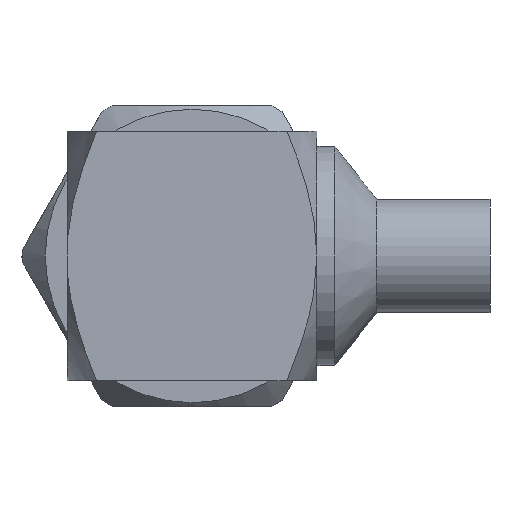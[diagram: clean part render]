
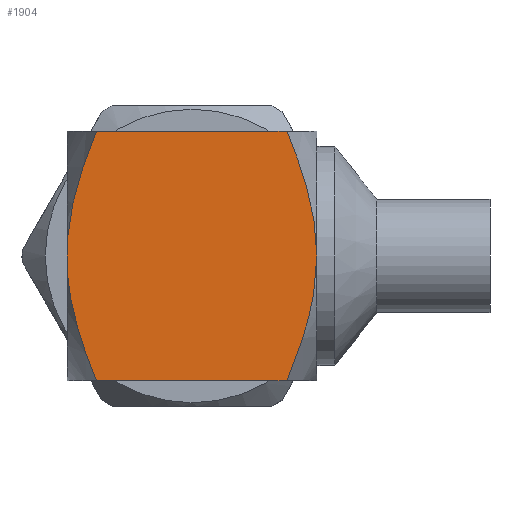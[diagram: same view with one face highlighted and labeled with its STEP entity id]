
A CAD part, front view. The second image highlights one B-rep face of the part: STEP entity #1904.
In plain terms, the highlighted planar face has unit normal (0, -1, 0).
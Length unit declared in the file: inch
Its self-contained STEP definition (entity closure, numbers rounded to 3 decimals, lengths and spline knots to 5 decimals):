
#9 = CARTESIAN_POINT ( 'NONE',  ( -0.12798, -0.13, -0.03554 ) ) ;
#123 = CARTESIAN_POINT ( 'NONE',  ( 0.09891, -0.13, 0.13 ) ) ;
#133 = EDGE_CURVE ( 'NONE', #1217, #2653, #144, .T. ) ;
#144 = LINE ( 'NONE', #1210, #422 ) ;
#165 = CARTESIAN_POINT ( 'NONE',  ( -0.09947, -0.13, 0.13 ) ) ;
#189 = LINE ( 'NONE', #2275, #3846 ) ;
#193 = CARTESIAN_POINT ( 'NONE',  ( 0.12913, -0.13, -0.02253 ) ) ;
#226 = DIRECTION ( 'NONE',  ( 0., 0., 1. ) ) ;
#296 = CARTESIAN_POINT ( 'NONE',  ( -0.13, -0.13, 0.01584 ) ) ;
#422 = VECTOR ( 'NONE', #3287, 39.37008 ) ;
#428 = CARTESIAN_POINT ( 'NONE',  ( 0.11515, -0.13, 0.08787 ) ) ;
#433 = VERTEX_POINT ( 'NONE', #631 ) ;
#440 = ORIENTED_EDGE ( 'NONE', *, *, #580, .F. ) ;
#548 = CARTESIAN_POINT ( 'NONE',  ( -0.12459, -0.13, 0.05538 ) ) ;
#550 = CARTESIAN_POINT ( 'NONE',  ( -0.12427, -0.13, -0.05507 ) ) ;
#561 = CARTESIAN_POINT ( 'NONE',  ( -0.11377, -0.13, -0.09315 ) ) ;
#580 = EDGE_CURVE ( 'NONE', #3632, #1542, #2949, .T. ) ;
#631 = CARTESIAN_POINT ( 'NONE',  ( 0.09891, -0.13, 0.13 ) ) ;
#675 = VERTEX_POINT ( 'NONE', #1106 ) ;
#716 = ORIENTED_EDGE ( 'NONE', *, *, #133, .T. ) ;
#832 = VECTOR ( 'NONE', #3279, 39.37008 ) ;
#894 = CARTESIAN_POINT ( 'NONE',  ( -0.12931, -0.13, -0.02566 ) ) ;
#1059 = CARTESIAN_POINT ( 'NONE',  ( 0.13, -0.13, 0. ) ) ;
#1104 = EDGE_CURVE ( 'NONE', #675, #2653, #1497, .T. ) ;
#1106 = CARTESIAN_POINT ( 'NONE',  ( 0.13, -0.13, 0. ) ) ;
#1120 = PLANE ( 'NONE',  #1172 ) ;
#1136 = CARTESIAN_POINT ( 'NONE',  ( 0.09891, -0.13, -0.13 ) ) ;
#1170 = EDGE_LOOP ( 'NONE', ( #1752, #716, #3576, #1360, #1317, #440, #3461 ) ) ;
#1172 = AXIS2_PLACEMENT_3D ( 'NONE', #2861, #1389, #226 ) ;
#1210 = CARTESIAN_POINT ( 'NONE',  ( -0.13, -0.13, -0.13 ) ) ;
#1217 = VERTEX_POINT ( 'NONE', #2256 ) ;
#1317 = ORIENTED_EDGE ( 'NONE', *, *, #2112, .F. ) ;
#1360 = ORIENTED_EDGE ( 'NONE', *, *, #1817, .F. ) ;
#1375 = CARTESIAN_POINT ( 'NONE',  ( 0.09891, -0.13, -0.13 ) ) ;
#1389 = DIRECTION ( 'NONE',  ( 0., 1., 0. ) ) ;
#1399 = CARTESIAN_POINT ( 'NONE',  ( 0.13, -0.13, 0. ) ) ;
#1423 = CARTESIAN_POINT ( 'NONE',  ( -0.11369, -0.13, 0.09339 ) ) ;
#1497 = B_SPLINE_CURVE_WITH_KNOTS ( 'NONE', 3,
 ( #1399, #1985, #193, #2582, #2932, #2848, #1975, #1375 ),
 .UNSPECIFIED., .F., .F.,
 ( 4, 2, 2, 4 ),
 ( 0.01199, 0.01284, 0.01368, 0.01537 ),
 .UNSPECIFIED. ) ;
#1524 = FACE_OUTER_BOUND ( 'NONE', #1170, .T. ) ;
#1542 = VERTEX_POINT ( 'NONE', #165 ) ;
#1655 = CARTESIAN_POINT ( 'NONE',  ( 0.10739, -0.13, 0.10922 ) ) ;
#1752 = ORIENTED_EDGE ( 'NONE', *, *, #2612, .F. ) ;
#1817 = EDGE_CURVE ( 'NONE', #433, #675, #1819, .T. ) ;
#1819 = B_SPLINE_CURVE_WITH_KNOTS ( 'NONE', 3,
 ( #123, #1655, #428, #2493, #2789, #1059 ),
 .UNSPECIFIED., .F., .F.,
 ( 4, 2, 4 ),
 ( 0.00858, 0.01028, 0.01199 ),
 .UNSPECIFIED. ) ;
#1904 = ADVANCED_FACE ( 'NONE', ( #1524 ), #1120, .F. ) ;
#1944 = EDGE_CURVE ( 'NONE', #3632, #2557, #189, .T. ) ;
#1975 = CARTESIAN_POINT ( 'NONE',  ( 0.10738, -0.13, -0.10925 ) ) ;
#1985 = CARTESIAN_POINT ( 'NONE',  ( 0.13, -0.13, -0.01118 ) ) ;
#1991 = CARTESIAN_POINT ( 'NONE',  ( -0.09947, -0.13, 0.13 ) ) ;
#2009 = CARTESIAN_POINT ( 'NONE',  ( -0.10695, -0.13, -0.11168 ) ) ;
#2112 = EDGE_CURVE ( 'NONE', #1542, #433, #3232, .T. ) ;
#2256 = CARTESIAN_POINT ( 'NONE',  ( -0.09947, -0.13, -0.13 ) ) ;
#2275 = CARTESIAN_POINT ( 'NONE',  ( -0.13, -0.13, 0.13 ) ) ;
#2302 = CARTESIAN_POINT ( 'NONE',  ( -0.10689, -0.13, 0.11182 ) ) ;
#2327 = CARTESIAN_POINT ( 'NONE',  ( -0.12862, -0.13, 0.03555 ) ) ;
#2389 = CARTESIAN_POINT ( 'NONE',  ( -0.13, -0.13, 0.13 ) ) ;
#2493 = CARTESIAN_POINT ( 'NONE',  ( 0.1265, -0.13, 0.04456 ) ) ;
#2557 = VERTEX_POINT ( 'NONE', #2576 ) ;
#2576 = CARTESIAN_POINT ( 'NONE',  ( -0.13, -0.13, -0.01584 ) ) ;
#2582 = CARTESIAN_POINT ( 'NONE',  ( 0.12593, -0.13, -0.04469 ) ) ;
#2612 = EDGE_CURVE ( 'NONE', #1217, #2557, #3107, .T. ) ;
#2653 = VERTEX_POINT ( 'NONE', #1136 ) ;
#2789 = CARTESIAN_POINT ( 'NONE',  ( 0.13, -0.13, 0.02256 ) ) ;
#2848 = CARTESIAN_POINT ( 'NONE',  ( 0.11509, -0.13, -0.08803 ) ) ;
#2861 = CARTESIAN_POINT ( 'NONE',  ( -0.13, -0.13, 0.13 ) ) ;
#2932 = CARTESIAN_POINT ( 'NONE',  ( 0.12361, -0.13, -0.05561 ) ) ;
#2949 = B_SPLINE_CURVE_WITH_KNOTS ( 'NONE', 3,
 ( #3786, #2327, #548, #1423, #2302, #1991 ),
 .UNSPECIFIED., .F., .F.,
 ( 4, 2, 4 ),
 ( 0.0095, 0.01102, 0.01253 ),
 .UNSPECIFIED. ) ;
#3107 = B_SPLINE_CURVE_WITH_KNOTS ( 'NONE', 3,
 ( #3484, #2009, #561, #3230, #550, #9, #894, #3515 ),
 .UNSPECIFIED., .F., .F.,
 ( 4, 2, 2, 4 ),
 ( 0.00567, 0.00718, 0.00794, 0.00869 ),
 .UNSPECIFIED. ) ;
#3144 = DIRECTION ( 'NONE',  ( 0., 0., -1. ) ) ;
#3230 = CARTESIAN_POINT ( 'NONE',  ( -0.12191, -0.13, -0.06468 ) ) ;
#3232 = LINE ( 'NONE', #2389, #832 ) ;
#3279 = DIRECTION ( 'NONE',  ( 1., 0., 0. ) ) ;
#3287 = DIRECTION ( 'NONE',  ( 1., 0., 0. ) ) ;
#3461 = ORIENTED_EDGE ( 'NONE', *, *, #1944, .T. ) ;
#3484 = CARTESIAN_POINT ( 'NONE',  ( -0.09947, -0.13, -0.13 ) ) ;
#3515 = CARTESIAN_POINT ( 'NONE',  ( -0.13, -0.13, -0.01584 ) ) ;
#3576 = ORIENTED_EDGE ( 'NONE', *, *, #1104, .F. ) ;
#3632 = VERTEX_POINT ( 'NONE', #296 ) ;
#3786 = CARTESIAN_POINT ( 'NONE',  ( -0.13, -0.13, 0.01584 ) ) ;
#3846 = VECTOR ( 'NONE', #3144, 39.37008 ) ;
